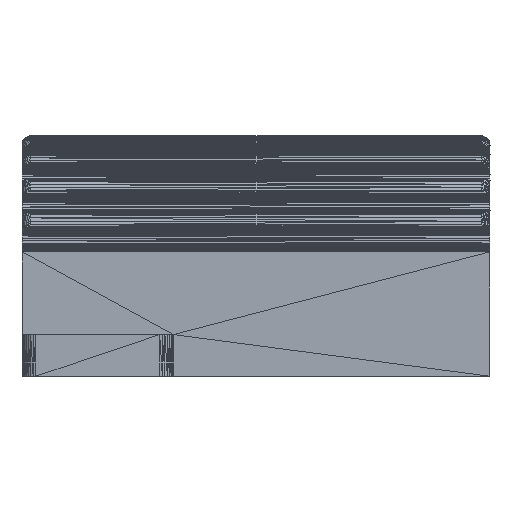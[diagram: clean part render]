
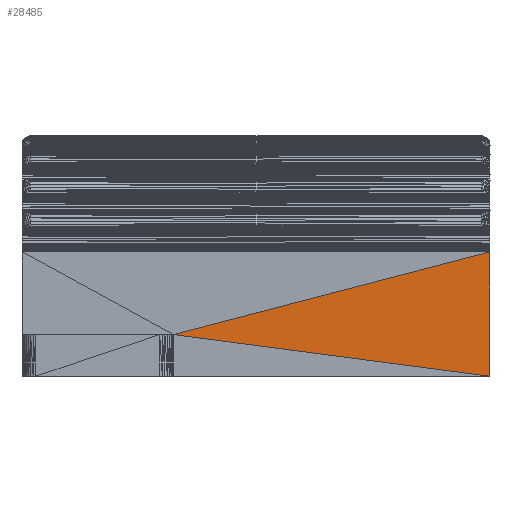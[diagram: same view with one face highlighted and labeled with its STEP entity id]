
A CAD part, left-side view. The second image highlights one B-rep face of the part: STEP entity #28485.
In plain terms, the highlighted planar face has unit normal (-1, 0, 0).
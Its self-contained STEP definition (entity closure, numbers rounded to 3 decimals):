
#593=PLANE('',#31116);
#3085=FACE_OUTER_BOUND('',#5577,.T.);
#5577=EDGE_LOOP('',(#22135,#22136,#22137));
#8443=LINE('',#44128,#12157);
#8444=LINE('',#44130,#12158);
#8445=LINE('',#44131,#12159);
#12157=VECTOR('',#35392,1.);
#12158=VECTOR('',#35395,1.);
#12159=VECTOR('',#35396,1.);
#15315=VERTEX_POINT('',#42914);
#15386=VERTEX_POINT('',#43217);
#15512=VERTEX_POINT('',#43930);
#17466=EDGE_CURVE('',#15315,#15386,#8443,.T.);
#17467=EDGE_CURVE('',#15512,#15386,#8444,.T.);
#17468=EDGE_CURVE('',#15315,#15512,#8445,.T.);
#22135=ORIENTED_EDGE('',*,*,#17467,.T.);
#22136=ORIENTED_EDGE('',*,*,#17466,.F.);
#22137=ORIENTED_EDGE('',*,*,#17468,.T.);
#28485=ADVANCED_FACE('',(#3085),#593,.T.);
#31116=AXIS2_PLACEMENT_3D('',#44129,#35393,#35394);
#35392=DIRECTION('',(0.,0.991,0.13));
#35393=DIRECTION('center_axis',(-1.,0.,0.));
#35394=DIRECTION('ref_axis',(0.,0.,1.));
#35395=DIRECTION('',(0.,0.968,-0.253));
#35396=DIRECTION('',(0.,0.,1.));
#42914=CARTESIAN_POINT('',(20.956,-15.264,0.037));
#43217=CARTESIAN_POINT('',(20.956,2.996,2.437));
#43930=CARTESIAN_POINT('',(20.956,-15.264,7.207));
#44128=CARTESIAN_POINT('',(20.956,-15.264,0.037));
#44129=CARTESIAN_POINT('Origin',(20.956,-15.264,0.037));
#44130=CARTESIAN_POINT('',(20.956,-15.264,7.207));
#44131=CARTESIAN_POINT('',(20.956,-15.264,0.037));
